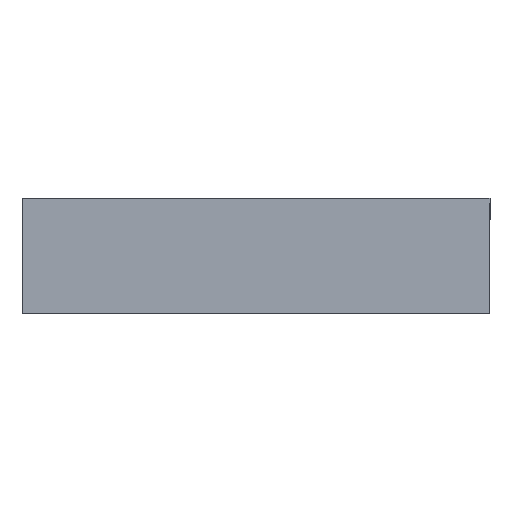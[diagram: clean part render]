
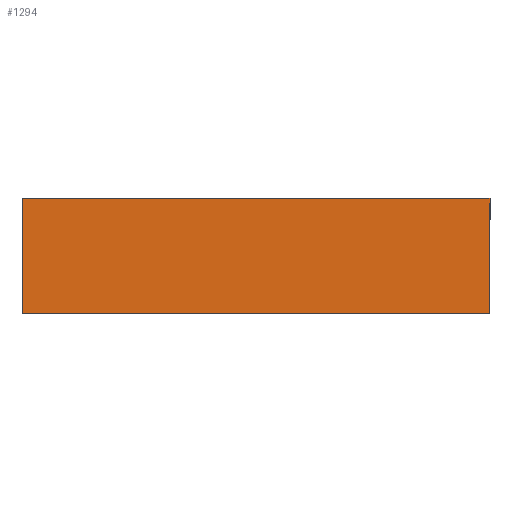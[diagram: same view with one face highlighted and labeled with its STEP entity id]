
A CAD part, front view. The second image highlights one B-rep face of the part: STEP entity #1294.
In plain terms, the highlighted planar face has unit normal (0, -1, 0).
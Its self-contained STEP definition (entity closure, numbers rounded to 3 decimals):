
#82=FACE_OUTER_BOUND('',#146,.T.);
#146=EDGE_LOOP('',(#1153,#1154,#1155,#1156));
#314=LINE('',#2028,#494);
#325=LINE('',#2051,#505);
#327=LINE('',#2054,#507);
#328=LINE('',#2055,#508);
#494=VECTOR('',#1653,304.8);
#505=VECTOR('',#1680,304.8);
#507=VECTOR('',#1684,304.8);
#508=VECTOR('',#1685,304.8);
#623=VERTEX_POINT('',#2024);
#624=VERTEX_POINT('',#2026);
#627=VERTEX_POINT('',#2048);
#628=VERTEX_POINT('',#2050);
#794=EDGE_CURVE('',#623,#624,#314,.T.);
#805=EDGE_CURVE('',#628,#627,#325,.T.);
#807=EDGE_CURVE('',#623,#627,#327,.T.);
#808=EDGE_CURVE('',#628,#624,#328,.T.);
#1153=ORIENTED_EDGE('',*,*,#807,.F.);
#1154=ORIENTED_EDGE('',*,*,#794,.T.);
#1155=ORIENTED_EDGE('',*,*,#808,.F.);
#1156=ORIENTED_EDGE('',*,*,#805,.T.);
#1230=PLANE('',#1374);
#1294=ADVANCED_FACE('',(#82),#1230,.T.);
#1374=AXIS2_PLACEMENT_3D('',#2053,#1682,#1683);
#1653=DIRECTION('',(-1.,0.,0.));
#1680=DIRECTION('',(1.,0.,0.));
#1682=DIRECTION('center_axis',(0.,-1.,0.));
#1683=DIRECTION('ref_axis',(-1.,0.,0.));
#1684=DIRECTION('',(0.,0.,-1.));
#1685=DIRECTION('',(0.,0.,1.));
#2024=CARTESIAN_POINT('',(55.997,-46.635,38.13));
#2026=CARTESIAN_POINT('',(0.,-46.635,38.13));
#2028=CARTESIAN_POINT('',(55.997,-46.635,38.13));
#2048=CARTESIAN_POINT('',(55.997,-46.635,24.367));
#2050=CARTESIAN_POINT('',(0.,-46.635,24.367));
#2051=CARTESIAN_POINT('',(0.,-46.635,24.367));
#2053=CARTESIAN_POINT('Origin',(55.997,-46.635,38.13));
#2054=CARTESIAN_POINT('',(55.997,-46.635,38.13));
#2055=CARTESIAN_POINT('',(0.,-46.635,24.367));
